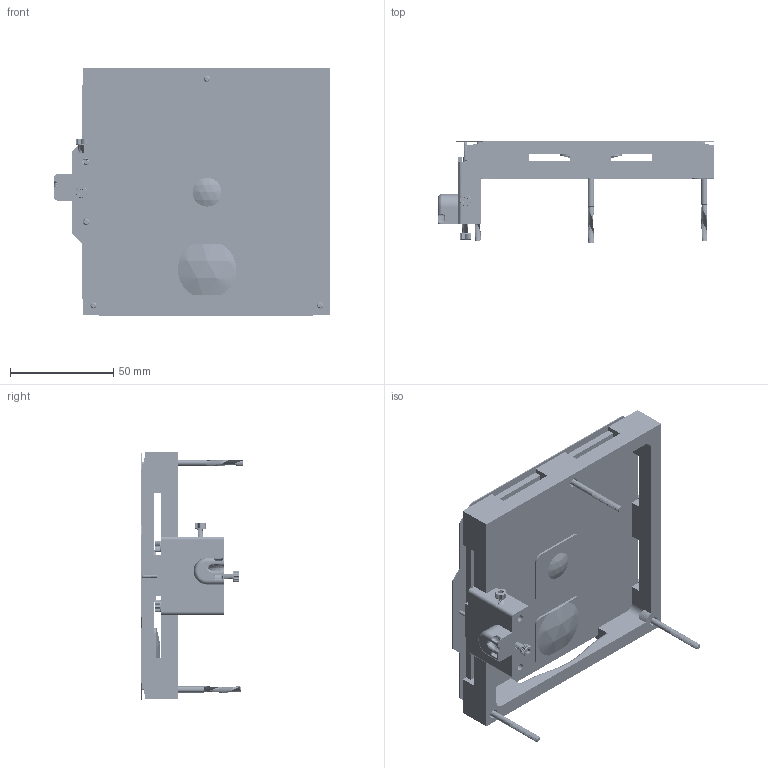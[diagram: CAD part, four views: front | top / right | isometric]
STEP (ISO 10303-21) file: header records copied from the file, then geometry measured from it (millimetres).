
FILE_DESCRIPTION(/* description */ (''),/* implementation_level */ '2;1');
FILE_NAME(/* name */ 'MEWron_full_assembly_MEWron_Collector v1.step',/* time_stamp */ '2023-02-15T14:54:02-08:00',/* author */ (''),/* organization */ (''),/* preprocessor_version */ 'ST-DEVELOPER v19.2',/* originating_system */ 'Autodesk Translation Framework v11.17.0.187',/* authorisation */ '');
FILE_SCHEMA (('AUTOMOTIVE_DESIGN { 1 0 10303 214 3 1 1 }'));
Products named in the file (14): MEWron_full_assembly_MEWron_Collector; Glass_Slide v0; Silicone Heat Bed 100 mm x 100 mm 24V 60W (1); Fasteners (3); M3 Threaded Insert (2) (1); M3x14 Socket Head Screw; M3x40mm Socket Head Screw; Magnetic bed; Pogo-pin; Collector plate; Borosilicate Glass; HV connector (1); Collector holder; Holder (1)
Assembly tree (21 placements, depth 3):
  MEWron_full_assembly_MEWron_Collector
    Glass_Slide v0
    Silicone Heat Bed 100 mm x 100 mm 24V 60W (1)
    Fasteners (3)
      M3 Threaded Insert (2) (1)  x4
      M3x14 Socket Head Screw  x4
      M3x40mm Socket Head Screw  x3
    Magnetic bed
    Pogo-pin
    Collector plate
    Borosilicate Glass
    HV connector (1)
    Collector holder
      Holder (1)
Bounding box: 134.1 x 49.95 x 120.2 mm (x, y, z)
Volume: 125997.6 mm3; surface area: 130379.3 mm2
Topology: 19 solids, 20 shells, 5401 faces, 13168 edges, 8736 vertices
Faces by surface type: plane 3867, cylinder 812, bspline 602, cone 102, torus 13, sphere 5
Full cylindrical faces by diameter (mm): 1.6 x1, 1.646 x1, 1.727 x1, 1.943 x1, 2.286 x1, 2.35 x206, 2.4 x1, 2.8 x1, 3 x213, 3.4 x6, 4.5 x4, 4.6 x3, 5.05 x4, 5.16 x4, 5.5 x7, 5.56 x4, 5.8 x2
Entity records: 62052 total; most frequent: CARTESIAN_POINT 21410, ORIENTED_EDGE 8432, DIRECTION 8062, EDGE_CURVE 4216, VERTEX_POINT 2794, AXIS2_PLACEMENT_3D 2688, LINE 2686, VECTOR 2686
